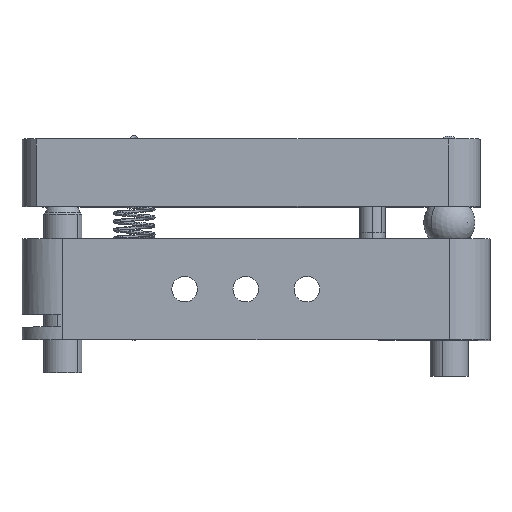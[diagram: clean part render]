
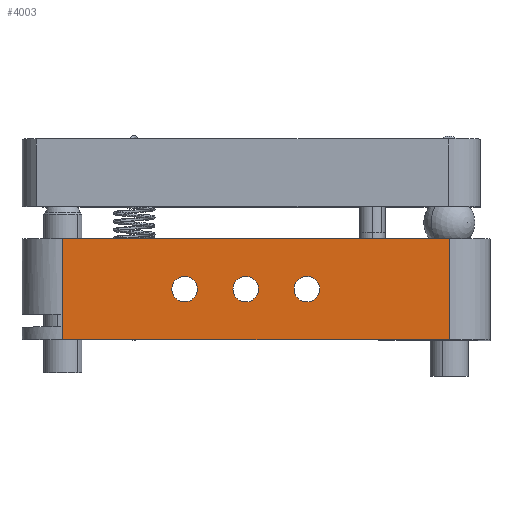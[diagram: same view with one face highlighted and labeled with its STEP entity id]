
A CAD part, top view. The second image highlights one B-rep face of the part: STEP entity #4003.
In plain terms, the highlighted planar face has unit normal (0, 0, 1).
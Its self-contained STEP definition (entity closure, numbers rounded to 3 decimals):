
#91 = CARTESIAN_POINT ( 'NONE',  ( -54.247, 6.895, 38.1 ) ) ;
#92 = DIRECTION ( 'NONE',  ( 0., 0., 1. ) ) ;
#93 = DIRECTION ( 'NONE',  ( -1., 0., 0. ) ) ;
#100 = CARTESIAN_POINT ( 'NONE',  ( -54.247, 6.895, 38.1 ) ) ;
#101 = DIRECTION ( 'NONE',  ( 0., 0., 1. ) ) ;
#102 = DIRECTION ( 'NONE',  ( -1., 0., 0. ) ) ;
#3082 = CARTESIAN_POINT ( 'NONE',  ( -73.267, -1.005, 38.1 ) ) ;
#3144 = CARTESIAN_POINT ( 'NONE',  ( -73.267, 14.795, 38.1 ) ) ;
#3197 = CARTESIAN_POINT ( 'NONE',  ( -12.967, 14.795, 38.1 ) ) ;
#3201 = CARTESIAN_POINT ( 'NONE',  ( -12.967, -1.005, 38.1 ) ) ;
#3254 = CARTESIAN_POINT ( 'NONE',  ( -46.717, 6.895, 38.1 ) ) ;
#3258 = CARTESIAN_POINT ( 'NONE',  ( -33.187, 6.895, 38.1 ) ) ;
#3266 = CARTESIAN_POINT ( 'NONE',  ( -52.247, 6.895, 38.1 ) ) ;
#3268 = CARTESIAN_POINT ( 'NONE',  ( -37.187, 6.895, 38.1 ) ) ;
#3292 = CARTESIAN_POINT ( 'NONE',  ( -42.717, 6.895, 38.1 ) ) ;
#3808 = CARTESIAN_POINT ( 'NONE',  ( -12.967, 14.795, 38.1 ) ) ;
#3809 = DIRECTION ( 'NONE',  ( -1., 0., 0. ) ) ;
#3826 = CARTESIAN_POINT ( 'NONE',  ( -12.967, -1.005, 38.1 ) ) ;
#3827 = DIRECTION ( 'NONE',  ( -1., 0., 0. ) ) ;
#3851 = CARTESIAN_POINT ( 'NONE',  ( -35.187, 6.895, 38.1 ) ) ;
#3852 = DIRECTION ( 'NONE',  ( 0., 0., 1. ) ) ;
#3853 = DIRECTION ( 'NONE',  ( -1., 0., 0. ) ) ;
#4003 = ADVANCED_FACE ( 'NONE', ( #21512, #21508, #21504, #21511 ), #20778, .F. ) ;
#8250 = EDGE_CURVE ( 'NONE', #23846, #23833, #21888, .T. ) ;
#8479 = EDGE_CURVE ( 'NONE', #22671, #22667, #22096, .T. ) ;
#8736 = EDGE_CURVE ( 'NONE', #23834, #23870, #22227, .T. ) ;
#8873 = EDGE_CURVE ( 'NONE', #23870, #23834, #22344, .T. ) ;
#8967 = EDGE_CURVE ( 'NONE', #20682, #20744, #22478, .T. ) ;
#9090 = EDGE_CURVE ( 'NONE', #23844, #16710, #18566, .T. ) ;
#9094 = EDGE_CURVE ( 'NONE', #16710, #23844, #18572, .T. ) ;
#9307 = EDGE_CURVE ( 'NONE', #22667, #20744, #18884, .T. ) ;
#9318 = EDGE_CURVE ( 'NONE', #22671, #20682, #18901, .T. ) ;
#9324 = EDGE_CURVE ( 'NONE', #23833, #23846, #18875, .T. ) ;
#9468 = ORIENTED_EDGE ( 'NONE', *, *, #9318, .F. ) ;
#9481 = ORIENTED_EDGE ( 'NONE', *, *, #9094, .F. ) ;
#9483 = ORIENTED_EDGE ( 'NONE', *, *, #8736, .F. ) ;
#9484 = ORIENTED_EDGE ( 'NONE', *, *, #9090, .F. ) ;
#9485 = ORIENTED_EDGE ( 'NONE', *, *, #8250, .F. ) ;
#9486 = ORIENTED_EDGE ( 'NONE', *, *, #8873, .F. ) ;
#9487 = ORIENTED_EDGE ( 'NONE', *, *, #9307, .T. ) ;
#9488 = ORIENTED_EDGE ( 'NONE', *, *, #9324, .F. ) ;
#9489 = ORIENTED_EDGE ( 'NONE', *, *, #8967, .F. ) ;
#9492 = ORIENTED_EDGE ( 'NONE', *, *, #8479, .T. ) ;
#13606 = DIRECTION ( 'NONE',  ( 0., 0., 1. ) ) ;
#13718 = CARTESIAN_POINT ( 'NONE',  ( -44.717, 6.895, 38.1 ) ) ;
#13814 = DIRECTION ( 'NONE',  ( -1., 0., 0. ) ) ;
#16710 = VERTEX_POINT ( 'NONE', #16903 ) ;
#16903 = CARTESIAN_POINT ( 'NONE',  ( -56.247, 6.895, 38.1 ) ) ;
#17238 = EDGE_LOOP ( 'NONE', ( #9487, #9489, #9468, #9492 ) ) ;
#17239 = EDGE_LOOP ( 'NONE', ( #9483, #9486 ) ) ;
#17457 = EDGE_LOOP ( 'NONE', ( #9481, #9484 ) ) ;
#17460 = EDGE_LOOP ( 'NONE', ( #9485, #9488 ) ) ;
#17911 = AXIS2_PLACEMENT_3D ( 'NONE', #23562, #23561, #23567 ) ;
#18064 = AXIS2_PLACEMENT_3D ( 'NONE', #23032, #23035, #22935 ) ;
#18108 = AXIS2_PLACEMENT_3D ( 'NONE', #3851, #3852, #3853 ) ;
#18116 = AXIS2_PLACEMENT_3D ( 'NONE', #20779, #20780, #20750 ) ;
#18452 = AXIS2_PLACEMENT_3D ( 'NONE', #91, #92, #93 ) ;
#18458 = AXIS2_PLACEMENT_3D ( 'NONE', #100, #101, #102 ) ;
#18484 = AXIS2_PLACEMENT_3D ( 'NONE', #13718, #13606, #13814 ) ;
#18566 = CIRCLE ( 'NONE', #18452, 2. ) ;
#18572 = CIRCLE ( 'NONE', #18458, 2. ) ;
#18875 = CIRCLE ( 'NONE', #18108, 2. ) ;
#18884 = LINE ( 'NONE', #3808, #18887 ) ;
#18887 = VECTOR ( 'NONE', #3809, 1000. ) ;
#18901 = LINE ( 'NONE', #3826, #18903 ) ;
#18903 = VECTOR ( 'NONE', #3827, 1000. ) ;
#20068 = CARTESIAN_POINT ( 'NONE',  ( -73.267, -1.005, 38.1 ) ) ;
#20069 = DIRECTION ( 'NONE',  ( 0., 1., 0. ) ) ;
#20682 = VERTEX_POINT ( 'NONE', #3082 ) ;
#20744 = VERTEX_POINT ( 'NONE', #3144 ) ;
#20750 = DIRECTION ( 'NONE',  ( 1., 0., 0. ) ) ;
#20778 = PLANE ( 'NONE',  #18116 ) ;
#20779 = CARTESIAN_POINT ( 'NONE',  ( -12.967, -1.005, 38.1 ) ) ;
#20780 = DIRECTION ( 'NONE',  ( 0., 0., -1. ) ) ;
#21504 = FACE_BOUND ( 'NONE', #17460, .T. ) ;
#21508 = FACE_BOUND ( 'NONE', #17239, .T. ) ;
#21511 = FACE_OUTER_BOUND ( 'NONE', #17238, .T. ) ;
#21512 = FACE_BOUND ( 'NONE', #17457, .T. ) ;
#21888 = CIRCLE ( 'NONE', #18064, 2. ) ;
#22096 = LINE ( 'NONE', #23173, #22099 ) ;
#22099 = VECTOR ( 'NONE', #23170, 1000. ) ;
#22227 = CIRCLE ( 'NONE', #18484, 2. ) ;
#22344 = CIRCLE ( 'NONE', #17911, 2. ) ;
#22478 = LINE ( 'NONE', #20068, #22480 ) ;
#22480 = VECTOR ( 'NONE', #20069, 1000. ) ;
#22667 = VERTEX_POINT ( 'NONE', #3197 ) ;
#22671 = VERTEX_POINT ( 'NONE', #3201 ) ;
#22935 = DIRECTION ( 'NONE',  ( -1., 0., 0. ) ) ;
#23032 = CARTESIAN_POINT ( 'NONE',  ( -35.187, 6.895, 38.1 ) ) ;
#23035 = DIRECTION ( 'NONE',  ( 0., 0., 1. ) ) ;
#23170 = DIRECTION ( 'NONE',  ( 0., 1., 0. ) ) ;
#23173 = CARTESIAN_POINT ( 'NONE',  ( -12.967, -1.005, 38.1 ) ) ;
#23561 = DIRECTION ( 'NONE',  ( 0., 0., 1. ) ) ;
#23562 = CARTESIAN_POINT ( 'NONE',  ( -44.717, 6.895, 38.1 ) ) ;
#23567 = DIRECTION ( 'NONE',  ( -1., 0., 0. ) ) ;
#23833 = VERTEX_POINT ( 'NONE', #3258 ) ;
#23834 = VERTEX_POINT ( 'NONE', #3254 ) ;
#23844 = VERTEX_POINT ( 'NONE', #3266 ) ;
#23846 = VERTEX_POINT ( 'NONE', #3268 ) ;
#23870 = VERTEX_POINT ( 'NONE', #3292 ) ;
